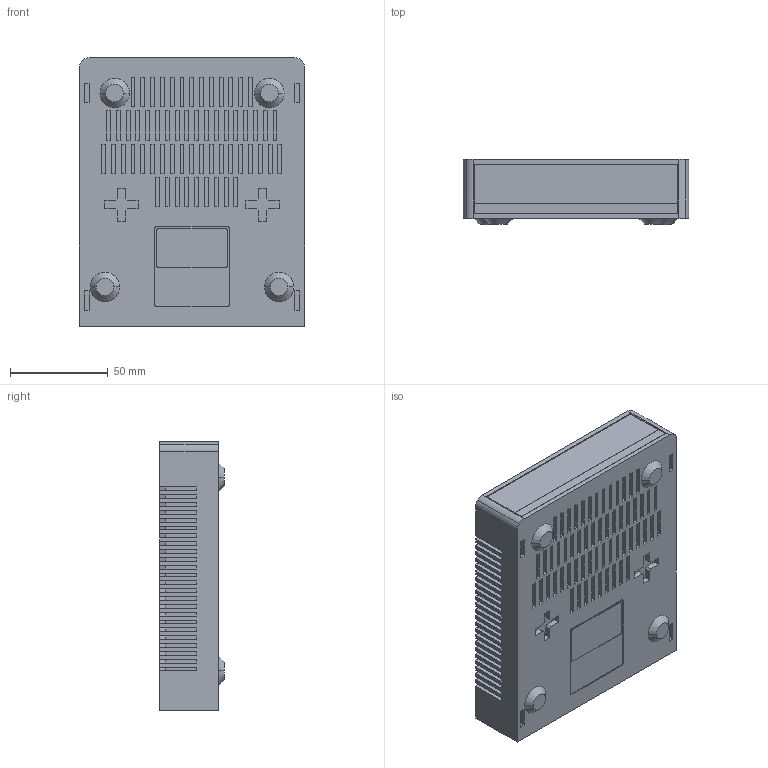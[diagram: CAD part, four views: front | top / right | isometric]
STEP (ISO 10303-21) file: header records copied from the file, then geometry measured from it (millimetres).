
FILE_DESCRIPTION (( 'STEP AP214' ), '1' );
FILE_NAME ('Router Mikrotik.STEP', '2023-04-14T10:56:24', ( '' ), ( '' ), 'SwSTEP 2.0', 'SolidWorks 2017', '' );
FILE_SCHEMA (( 'AUTOMOTIVE_DESIGN' ));
Length unit declared in the file: metre
Products named in the file (1): Router Mikrotik
Bounding box: 115 x 33 x 137 mm (x, y, z)
Volume: 442789.5 mm3; surface area: 67873.9 mm2
Topology: 1 solids, 1 shells, 1838 faces, 4956 edges, 3300 vertices
Faces by surface type: plane 1373, bspline 429, cylinder 22, cone 8, sphere 4, torus 2
Entity records: 61771 total; most frequent: CARTESIAN_POINT 17734, ORIENTED_EDGE 9896, DIRECTION 6976, EDGE_CURVE 4948, LINE 4024, VECTOR 4024, VERTEX_POINT 3296, EDGE_LOOP 2022
